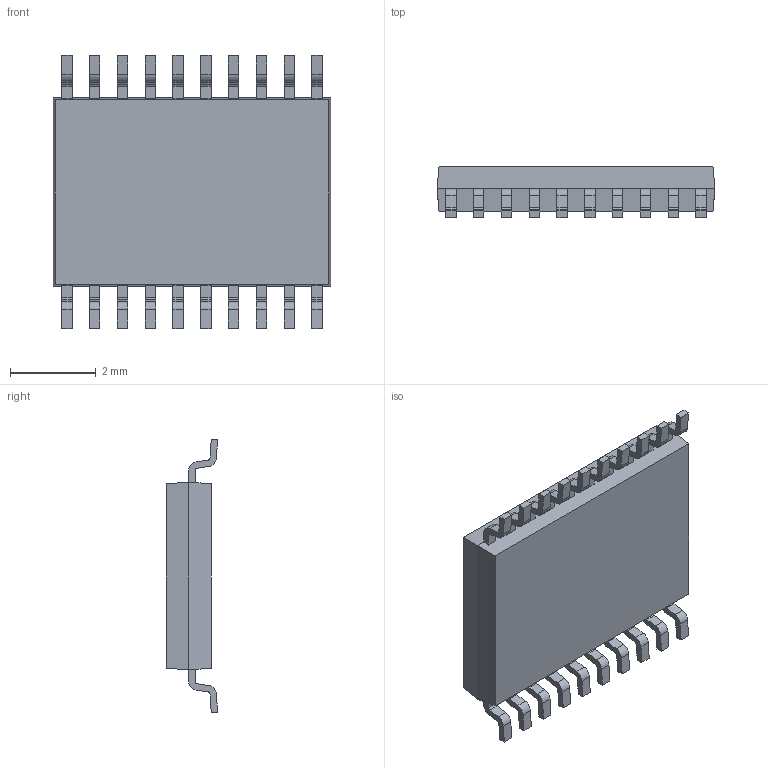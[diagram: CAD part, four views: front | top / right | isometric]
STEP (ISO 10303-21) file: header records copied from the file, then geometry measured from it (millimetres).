
FILE_DESCRIPTION (( 'STEP AP214' ), '1' );
FILE_NAME ('TXB0108PWR.STEP', '2019-07-30T12:15:37', ( '' ), ( '' ), 'SwSTEP 2.0', 'SolidWorks 2017', '' );
FILE_SCHEMA (( 'AUTOMOTIVE_DESIGN' ));
Length unit declared in the file: millimetre
Products named in the file (1): TXB0108PWR
Bounding box: 6.5 x 1.2 x 6.4 mm (x, y, z)
Volume: 30.5 mm3; surface area: 101 mm2
Topology: 21 solids, 21 shells, 293 faces, 746 edges, 496 vertices
Faces by surface type: plane 211, cylinder 82
Entity records: 9026 total; most frequent: CARTESIAN_POINT 1536, DIRECTION 1498, ORIENTED_EDGE 1492, EDGE_CURVE 746, VECTOR 582, LINE 582, VERTEX_POINT 496, AXIS2_PLACEMENT_3D 458
